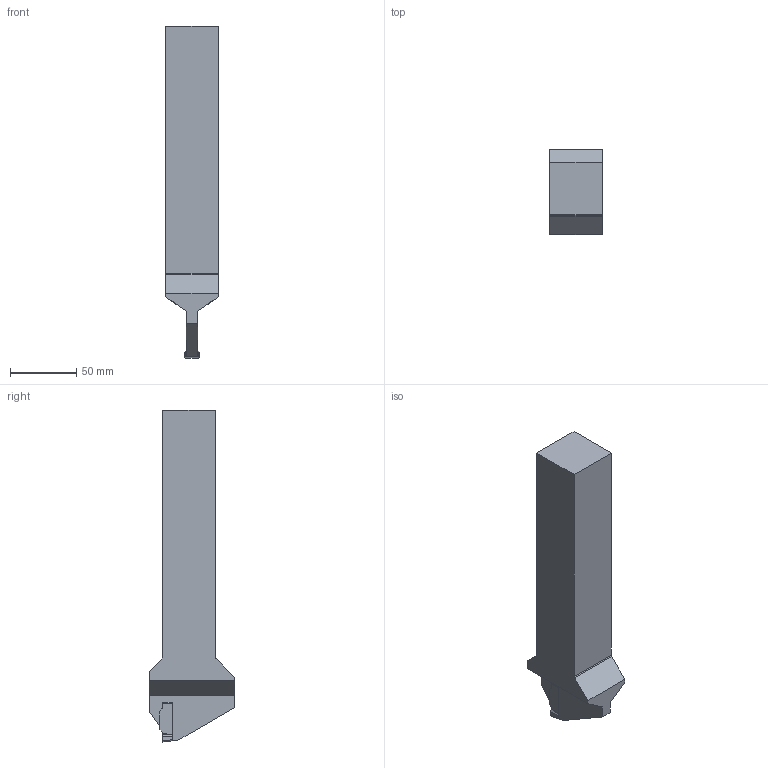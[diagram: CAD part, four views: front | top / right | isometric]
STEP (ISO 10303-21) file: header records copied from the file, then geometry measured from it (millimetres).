
FILE_DESCRIPTION(/* description */ (''),/* implementation_level */ '2;1');
FILE_NAME(/* name */ '1553143962578.stp',/* time_stamp */ '2019-03-21T10:22:54+06:00',/* author */ (''),/* organization */ ('SMS'),/* preprocessor_version */ 'ST-DEVELOPER v15',/* originating_system */ 'SIEMENS PLM Software NX 8.5',/* authorisation */ '');
FILE_SCHEMA (('AUTOMOTIVE_DESIGN { 1 0 10303 214 3 1 1 1 }'));
Length unit declared in the file: millimetre
Products named in the file (4): 201539479mod000_00; ASSEMBLY_CONSTRUCTION; 201711589mod000_00; 201711587mod000_00
Assembly tree (3 placements, depth 2):
  201711587mod000_00
    201711589mod000_00
    ASSEMBLY_CONSTRUCTION
    201539479mod000_00
Bounding box: 39.94 x 64.35 x 250 mm (x, y, z)
Volume: 362555.4 mm3; surface area: 42824.3 mm2
Topology: 2 solids, 2 shells, 48 faces, 133 edges, 95 vertices
Faces by surface type: plane 30, cylinder 7, bspline 7, extrusion 4
Entity records: 1866 total; most frequent: CARTESIAN_POINT 525, ORIENTED_EDGE 264, DIRECTION 222, EDGE_CURVE 132, VECTOR 94, LINE 90, VERTEX_POINT 88, AXIS2_PLACEMENT_3D 64
